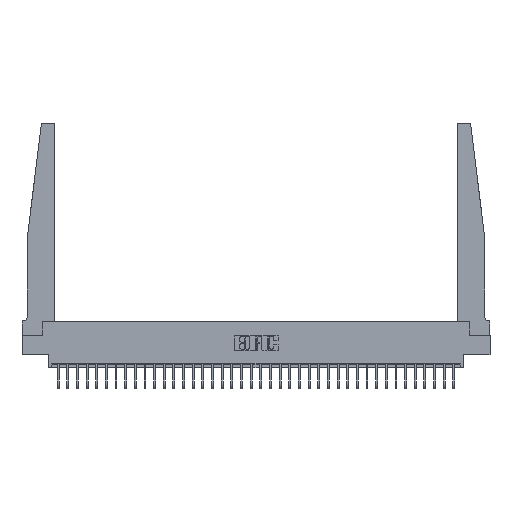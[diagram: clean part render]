
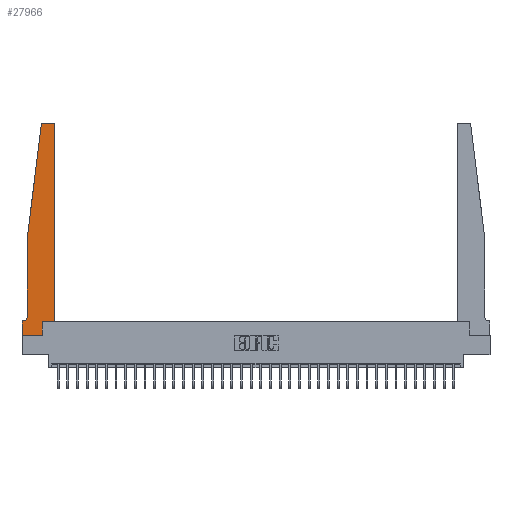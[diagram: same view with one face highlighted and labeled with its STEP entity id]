
A CAD part, top view. The second image highlights one B-rep face of the part: STEP entity #27966.
In plain terms, the highlighted planar face has unit normal (0, 0, 1).
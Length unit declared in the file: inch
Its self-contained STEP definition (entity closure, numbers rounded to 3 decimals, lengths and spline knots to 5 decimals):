
#74 = LINE ( 'NONE', #5853, #6277 ) ;
#131 = AXIS2_PLACEMENT_3D ( 'NONE', #24712, #29796, #6526 ) ;
#382 = VERTEX_POINT ( 'NONE', #23942 ) ;
#1499 = VECTOR ( 'NONE', #3217, 39.37008 ) ;
#2219 = LINE ( 'NONE', #10499, #8028 ) ;
#2537 = EDGE_CURVE ( 'NONE', #7630, #20432, #21770, .T. ) ;
#2596 = VECTOR ( 'NONE', #3698, 39.37008 ) ;
#2598 = ORIENTED_EDGE ( 'NONE', *, *, #15770, .T. ) ;
#2759 = LINE ( 'NONE', #3403, #29974 ) ;
#3176 = ORIENTED_EDGE ( 'NONE', *, *, #25937, .T. ) ;
#3217 = DIRECTION ( 'NONE',  ( 0., 1., 0. ) ) ;
#3403 = CARTESIAN_POINT ( 'NONE',  ( 0.065, 1.25, 0.37 ) ) ;
#3698 = DIRECTION ( 'NONE',  ( -0.122, -0.992, 0. ) ) ;
#4428 = CIRCLE ( 'NONE', #23691, 0.03 ) ;
#4467 = EDGE_LOOP ( 'NONE', ( #25677, #31229, #25146, #17453, #2598, #28350, #3176, #28965, #4854, #12601, #16613, #19902 ) ) ;
#4854 = ORIENTED_EDGE ( 'NONE', *, *, #29556, .T. ) ;
#5853 = CARTESIAN_POINT ( 'NONE',  ( 0.2605, 0.18, 0.37 ) ) ;
#5945 = CARTESIAN_POINT ( 'NONE',  ( 0., 0., 0.37 ) ) ;
#6113 = CARTESIAN_POINT ( 'NONE',  ( 0.425, 0.18, 0.37 ) ) ;
#6277 = VECTOR ( 'NONE', #24489, 39.37008 ) ;
#6385 = LINE ( 'NONE', #15772, #31519 ) ;
#6526 = DIRECTION ( 'NONE',  ( -1., 0., 0. ) ) ;
#6647 = CARTESIAN_POINT ( 'NONE',  ( 0.015, 0.1875, 0.37 ) ) ;
#7183 = DIRECTION ( 'NONE',  ( 0., 0., 1. ) ) ;
#7582 = VERTEX_POINT ( 'NONE', #20803 ) ;
#7630 = VERTEX_POINT ( 'NONE', #5945 ) ;
#8028 = VECTOR ( 'NONE', #13188, 39.37008 ) ;
#8842 = CARTESIAN_POINT ( 'NONE',  ( 0.2605, 0.18, 0.37 ) ) ;
#8918 = CARTESIAN_POINT ( 'NONE',  ( 0.065, 1.25, 0.37 ) ) ;
#9427 = EDGE_CURVE ( 'NONE', #14901, #20985, #29362, .T. ) ;
#10499 = CARTESIAN_POINT ( 'NONE',  ( 0.25, 2.75, 0.37 ) ) ;
#10685 = VERTEX_POINT ( 'NONE', #8842 ) ;
#11785 = DIRECTION ( 'NONE',  ( 0., 0., 1. ) ) ;
#12291 = VERTEX_POINT ( 'NONE', #32586 ) ;
#12338 = CARTESIAN_POINT ( 'NONE',  ( 0.24675, 2.72367, 0.37 ) ) ;
#12601 = ORIENTED_EDGE ( 'NONE', *, *, #32353, .T. ) ;
#12719 = DIRECTION ( 'NONE',  ( 1., 0., 0. ) ) ;
#12729 = EDGE_CURVE ( 'NONE', #13704, #14901, #4428, .T. ) ;
#12886 = DIRECTION ( 'NONE',  ( 0., -1., 0. ) ) ;
#13188 = DIRECTION ( 'NONE',  ( -1., 0., 0. ) ) ;
#13704 = VERTEX_POINT ( 'NONE', #13858 ) ;
#13858 = CARTESIAN_POINT ( 'NONE',  ( 0.27653, 2.75, 0.37 ) ) ;
#14317 = VECTOR ( 'NONE', #30649, 39.37008 ) ;
#14517 = DIRECTION ( 'NONE',  ( 1., 0., 0. ) ) ;
#14577 = CARTESIAN_POINT ( 'NONE',  ( 0.065, 1.25, 0.37 ) ) ;
#14716 = CARTESIAN_POINT ( 'NONE',  ( 0., 0., 0.37 ) ) ;
#14901 = VERTEX_POINT ( 'NONE', #12338 ) ;
#15613 = CARTESIAN_POINT ( 'NONE',  ( 0.425, 0.18, 0.37 ) ) ;
#15770 = EDGE_CURVE ( 'NONE', #26212, #17720, #34063, .T. ) ;
#15772 = CARTESIAN_POINT ( 'NONE',  ( 0., 0., 0.37 ) ) ;
#16613 = ORIENTED_EDGE ( 'NONE', *, *, #24300, .T. ) ;
#17445 = FACE_OUTER_BOUND ( 'NONE', #4467, .T. ) ;
#17453 = ORIENTED_EDGE ( 'NONE', *, *, #32648, .T. ) ;
#17537 = AXIS2_PLACEMENT_3D ( 'NONE', #30774, #7183, #31234 ) ;
#17720 = VERTEX_POINT ( 'NONE', #6647 ) ;
#17923 = CARTESIAN_POINT ( 'NONE',  ( 0., 0.1875, 0.37 ) ) ;
#19902 = ORIENTED_EDGE ( 'NONE', *, *, #31539, .T. ) ;
#20432 = VERTEX_POINT ( 'NONE', #25577 ) ;
#20803 = CARTESIAN_POINT ( 'NONE',  ( 0.425, 0.18, 0.37 ) ) ;
#20985 = VERTEX_POINT ( 'NONE', #14577 ) ;
#21770 = LINE ( 'NONE', #14716, #14317 ) ;
#22209 = LINE ( 'NONE', #33490, #25098 ) ;
#22309 = CARTESIAN_POINT ( 'NONE',  ( 0.425, 2.72, 0.37 ) ) ;
#23108 = DIRECTION ( 'NONE',  ( 1., 0., 0. ) ) ;
#23211 = DIRECTION ( 'NONE',  ( 0., 0., 1. ) ) ;
#23691 = AXIS2_PLACEMENT_3D ( 'NONE', #24917, #11785, #14517 ) ;
#23942 = CARTESIAN_POINT ( 'NONE',  ( 0.395, 2.75, 0.37 ) ) ;
#24300 = EDGE_CURVE ( 'NONE', #7582, #27765, #29079, .T. ) ;
#24465 = DIRECTION ( 'NONE',  ( 0., -1., 0. ) ) ;
#24489 = DIRECTION ( 'NONE',  ( 0., 1., 0. ) ) ;
#24712 = CARTESIAN_POINT ( 'NONE',  ( 0.015, 0.2375, 0.37 ) ) ;
#24917 = CARTESIAN_POINT ( 'NONE',  ( 0.27653, 2.72, 0.37 ) ) ;
#25098 = VECTOR ( 'NONE', #33840, 39.37008 ) ;
#25146 = ORIENTED_EDGE ( 'NONE', *, *, #9427, .T. ) ;
#25513 = CIRCLE ( 'NONE', #17537, 0.03 ) ;
#25577 = CARTESIAN_POINT ( 'NONE',  ( 0.2605, 0., 0.37 ) ) ;
#25629 = AXIS2_PLACEMENT_3D ( 'NONE', #17923, #23211, #23108 ) ;
#25677 = ORIENTED_EDGE ( 'NONE', *, *, #27607, .T. ) ;
#25937 = EDGE_CURVE ( 'NONE', #12291, #7630, #6385, .T. ) ;
#26212 = VERTEX_POINT ( 'NONE', #26990 ) ;
#26990 = CARTESIAN_POINT ( 'NONE',  ( 0.065, 0.2375, 0.37 ) ) ;
#27607 = EDGE_CURVE ( 'NONE', #382, #13704, #2219, .T. ) ;
#27765 = VERTEX_POINT ( 'NONE', #22309 ) ;
#27966 = ADVANCED_FACE ( 'NONE', ( #17445 ), #33845, .T. ) ;
#28350 = ORIENTED_EDGE ( 'NONE', *, *, #33515, .T. ) ;
#28965 = ORIENTED_EDGE ( 'NONE', *, *, #2537, .T. ) ;
#29079 = LINE ( 'NONE', #6113, #1499 ) ;
#29362 = LINE ( 'NONE', #8918, #2596 ) ;
#29556 = EDGE_CURVE ( 'NONE', #20432, #10685, #74, .T. ) ;
#29796 = DIRECTION ( 'NONE',  ( 0., 0., -1. ) ) ;
#29974 = VECTOR ( 'NONE', #24465, 39.37008 ) ;
#30649 = DIRECTION ( 'NONE',  ( 1., 0., 0. ) ) ;
#30774 = CARTESIAN_POINT ( 'NONE',  ( 0.395, 2.72, 0.37 ) ) ;
#31226 = VECTOR ( 'NONE', #12719, 39.37008 ) ;
#31229 = ORIENTED_EDGE ( 'NONE', *, *, #12729, .T. ) ;
#31234 = DIRECTION ( 'NONE',  ( 1., 0., 0. ) ) ;
#31519 = VECTOR ( 'NONE', #12886, 39.37008 ) ;
#31539 = EDGE_CURVE ( 'NONE', #27765, #382, #25513, .T. ) ;
#32353 = EDGE_CURVE ( 'NONE', #10685, #7582, #33267, .T. ) ;
#32586 = CARTESIAN_POINT ( 'NONE',  ( 0., 0.1875, 0.37 ) ) ;
#32648 = EDGE_CURVE ( 'NONE', #20985, #26212, #2759, .T. ) ;
#33267 = LINE ( 'NONE', #15613, #31226 ) ;
#33490 = CARTESIAN_POINT ( 'NONE',  ( 0.065, 0.1875, 0.37 ) ) ;
#33515 = EDGE_CURVE ( 'NONE', #17720, #12291, #22209, .T. ) ;
#33840 = DIRECTION ( 'NONE',  ( -1., 0., 0. ) ) ;
#33845 = PLANE ( 'NONE',  #25629 ) ;
#34063 = CIRCLE ( 'NONE', #131, 0.05 ) ;
